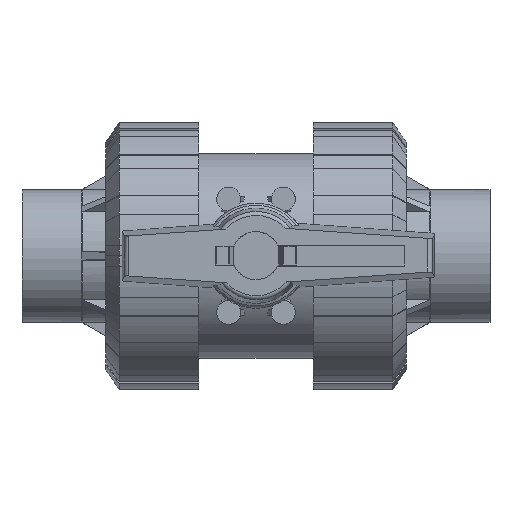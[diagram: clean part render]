
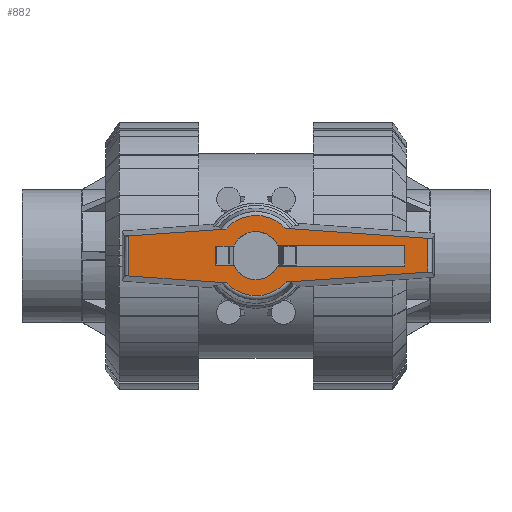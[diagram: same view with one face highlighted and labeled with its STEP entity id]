
A CAD part, top view. The second image highlights one B-rep face of the part: STEP entity #882.
In plain terms, the highlighted planar face has unit normal (0, 0, 1).
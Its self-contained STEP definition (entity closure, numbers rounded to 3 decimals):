
#882=ADVANCED_FACE('',(#2069,#2070),#2071,.T.);
#2069=FACE_BOUND('',#3631,.T.);
#2070=FACE_OUTER_BOUND('',#3632,.T.);
#2071=PLANE('',#3633);
#3631=EDGE_LOOP('',(#6694,#6695,#6696,#6697,#6698,#6699,#6700,#6701));
#3632=EDGE_LOOP('',(#6702,#6703,#6704,#6705,#6706,#6707,#6708,#6709));
#3633=AXIS2_PLACEMENT_3D('',#6710,#6711,#6712);
#6694=ORIENTED_EDGE('',*,*,#10623,.T.);
#6695=ORIENTED_EDGE('',*,*,#10694,.T.);
#6696=ORIENTED_EDGE('',*,*,#10801,.T.);
#6697=ORIENTED_EDGE('',*,*,#10809,.T.);
#6698=ORIENTED_EDGE('',*,*,#10605,.T.);
#6699=ORIENTED_EDGE('',*,*,#10545,.T.);
#6700=ORIENTED_EDGE('',*,*,#10536,.T.);
#6701=ORIENTED_EDGE('',*,*,#10614,.T.);
#6702=ORIENTED_EDGE('',*,*,#10758,.T.);
#6703=ORIENTED_EDGE('',*,*,#10913,.T.);
#6704=ORIENTED_EDGE('',*,*,#10855,.T.);
#6705=ORIENTED_EDGE('',*,*,#10862,.F.);
#6706=ORIENTED_EDGE('',*,*,#10790,.T.);
#6707=ORIENTED_EDGE('',*,*,#10893,.T.);
#6708=ORIENTED_EDGE('',*,*,#10836,.T.);
#6709=ORIENTED_EDGE('',*,*,#10843,.T.);
#6710=CARTESIAN_POINT('',(9.557,0.0,177.0));
#6711=DIRECTION('',(0.0,0.0,1.0));
#6712=DIRECTION('',(1.0,0.0,0.0));
#10536=EDGE_CURVE('',#12544,#12545,#12546,.T.);
#10545=EDGE_CURVE('',#12559,#12544,#12560,.T.);
#10605=EDGE_CURVE('',#12656,#12559,#12657,.T.);
#10614=EDGE_CURVE('',#12545,#12670,#12671,.T.);
#10623=EDGE_CURVE('',#12670,#12681,#12682,.T.);
#10694=EDGE_CURVE('',#12681,#12773,#12775,.T.);
#10758=EDGE_CURVE('',#12883,#12881,#12884,.T.);
#10790=EDGE_CURVE('',#12938,#12936,#12939,.T.);
#10801=EDGE_CURVE('',#12773,#12956,#12957,.T.);
#10809=EDGE_CURVE('',#12956,#12656,#12966,.T.);
#10836=EDGE_CURVE('',#13003,#13001,#13004,.T.);
#10843=EDGE_CURVE('',#13001,#12883,#13014,.T.);
#10855=EDGE_CURVE('',#13031,#13029,#13032,.T.);
#10862=EDGE_CURVE('',#12938,#13029,#13042,.T.);
#10893=EDGE_CURVE('',#12936,#13003,#13079,.T.);
#10913=EDGE_CURVE('',#12881,#13031,#13099,.T.);
#12544=VERTEX_POINT('',#15509);
#12545=VERTEX_POINT('',#15510);
#12546=LINE('',#15511,#15512);
#12559=VERTEX_POINT('',#15531);
#12560=LINE('',#15532,#15533);
#12656=VERTEX_POINT('',#15662);
#12657=CIRCLE('',#15663,11.429);
#12670=VERTEX_POINT('',#15678);
#12671=LINE('',#15679,#15680);
#12681=VERTEX_POINT('',#15695);
#12682=CIRCLE('',#15696,11.429);
#12773=VERTEX_POINT('',#15820);
#12775=LINE('',#15823,#15824);
#12881=VERTEX_POINT('',#16129);
#12883=VERTEX_POINT('',#16156);
#12884=LINE('',#16157,#16158);
#12936=VERTEX_POINT('',#16324);
#12938=VERTEX_POINT('',#16351);
#12939=LINE('',#16352,#16353);
#12956=VERTEX_POINT('',#16375);
#12957=LINE('',#16376,#16377);
#12966=LINE('',#16389,#16390);
#13001=VERTEX_POINT('',#16435);
#13003=VERTEX_POINT('',#16437);
#13004=LINE('',#16438,#16439);
#13014=LINE('',#16511,#16512);
#13029=VERTEX_POINT('',#16531);
#13031=VERTEX_POINT('',#16533);
#13032=LINE('',#16534,#16535);
#13042=LINE('',#16607,#16608);
#13079=CIRCLE('',#16717,19.113);
#13099=CIRCLE('',#16737,19.113);
#15509=CARTESIAN_POINT('',(70.833,5.0,177.0));
#15510=CARTESIAN_POINT('',(70.833,-5.0,177.0));
#15511=CARTESIAN_POINT('',(70.833,0.0,177.0));
#15512=VECTOR('',#22187,1.0);
#15531=CARTESIAN_POINT('',(10.277,5.0,177.0));
#15532=CARTESIAN_POINT('',(22.487,5.0,177.0));
#15533=VECTOR('',#22194,1.0);
#15662=CARTESIAN_POINT('',(-10.505,4.5,177.0));
#15663=AXIS2_PLACEMENT_3D('',#22282,#22283,#22284);
#15678=CARTESIAN_POINT('',(10.277,-5.0,177.0));
#15679=CARTESIAN_POINT('',(22.487,-5.0,177.0));
#15680=VECTOR('',#22299,1.0);
#15695=CARTESIAN_POINT('',(-10.505,-4.5,177.0));
#15696=AXIS2_PLACEMENT_3D('',#22305,#22306,#22307);
#15820=CARTESIAN_POINT('',(-19.333,-4.5,177.0));
#15823=CARTESIAN_POINT('',(-2.829,-4.5,177.0));
#15824=VECTOR('',#22375,1.0);
#16129=CARTESIAN_POINT('',(-14.032,-12.977,177.0));
#16156=CARTESIAN_POINT('',(-60.662,-9.716,177.0));
#16157=CARTESIAN_POINT('',(-4.413,-13.65,177.0));
#16158=VECTOR('',#22429,1.0);
#16324=CARTESIAN_POINT('',(14.032,12.977,177.0));
#16351=CARTESIAN_POINT('',(81.912,8.23,177.0));
#16352=CARTESIAN_POINT('',(43.917,10.887,177.0));
#16353=VECTOR('',#22457,1.0);
#16375=CARTESIAN_POINT('',(-19.333,4.5,177.0));
#16376=CARTESIAN_POINT('',(-19.333,6.75,177.0));
#16377=VECTOR('',#22472,1.0);
#16389=CARTESIAN_POINT('',(-2.829,4.5,177.0));
#16390=VECTOR('',#22479,1.0);
#16435=CARTESIAN_POINT('',(-60.662,9.362,177.0));
#16437=CARTESIAN_POINT('',(-14.373,12.599,177.0));
#16438=CARTESIAN_POINT('',(-3.135,13.384,177.0));
#16439=VECTOR('',#22511,1.0);
#16511=CARTESIAN_POINT('',(-60.662,18.0,177.0));
#16512=VECTOR('',#22513,1.0);
#16531=CARTESIAN_POINT('',(81.912,-7.876,177.0));
#16533=CARTESIAN_POINT('',(14.373,-12.599,177.0));
#16534=CARTESIAN_POINT('',(45.145,-10.447,177.0));
#16535=VECTOR('',#22527,1.0);
#16607=CARTESIAN_POINT('',(81.912,18.0,177.0));
#16608=VECTOR('',#22529,1.0);
#16717=AXIS2_PLACEMENT_3D('',#22564,#22565,#22566);
#16737=AXIS2_PLACEMENT_3D('',#22591,#22592,#22593);
#22187=DIRECTION('',(0.0,-1.0,0.0));
#22194=DIRECTION('',(1.0,0.0,-0.0));
#22282=CARTESIAN_POINT('',(0.0,0.0,177.0));
#22283=DIRECTION('',(0.0,0.0,-1.0));
#22284=DIRECTION('',(1.0,0.0,0.0));
#22299=DIRECTION('',(-1.0,0.0,0.0));
#22305=CARTESIAN_POINT('',(0.0,0.0,177.0));
#22306=DIRECTION('',(0.0,0.0,-1.0));
#22307=DIRECTION('',(1.0,0.0,0.0));
#22375=DIRECTION('',(-1.0,0.0,0.0));
#22429=DIRECTION('',(0.998,-0.07,0.0));
#22457=DIRECTION('',(-0.998,0.07,0.0));
#22472=DIRECTION('',(0.0,1.0,-0.0));
#22479=DIRECTION('',(1.0,0.0,0.0));
#22511=DIRECTION('',(-0.998,-0.07,0.0));
#22513=DIRECTION('',(0.0,-1.0,0.0));
#22527=DIRECTION('',(0.998,0.07,-0.0));
#22529=DIRECTION('',(0.0,-1.0,0.0));
#22564=CARTESIAN_POINT('',(0.0,0.0,177.0));
#22565=DIRECTION('',(0.0,0.0,1.0));
#22566=DIRECTION('',(1.0,0.0,0.0));
#22591=CARTESIAN_POINT('',(0.0,0.0,177.0));
#22592=DIRECTION('',(0.0,0.0,1.0));
#22593=DIRECTION('',(1.0,0.0,0.0));
